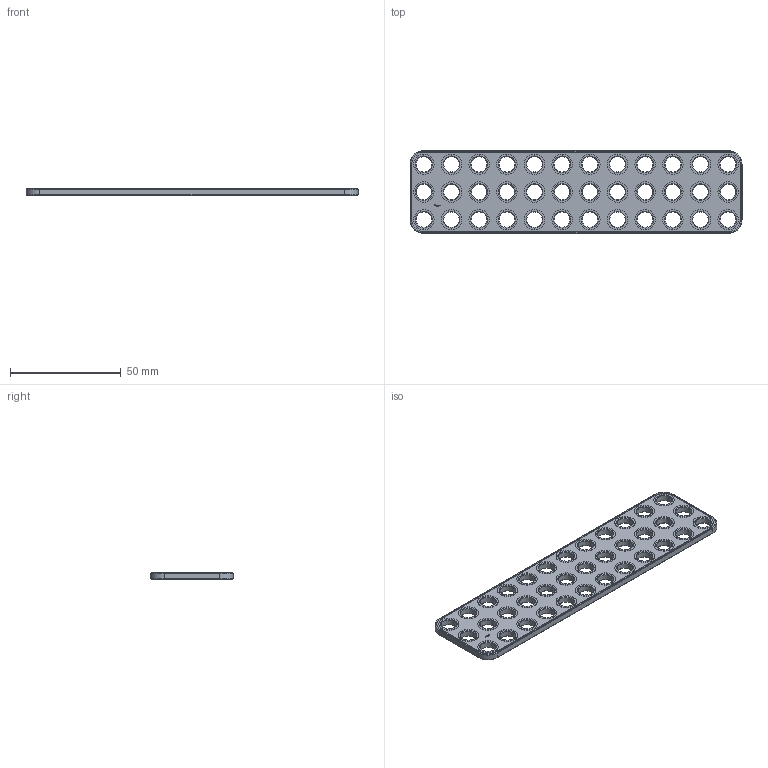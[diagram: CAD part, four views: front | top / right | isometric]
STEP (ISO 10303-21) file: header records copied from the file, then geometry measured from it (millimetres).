
FILE_DESCRIPTION(('FreeCAD Model'),'2;1');
FILE_NAME('Open CASCADE Shape Model','2024-10-08T18:26:11',(''),(''), 'Open CASCADE STEP processor 7.7','FreeCAD','Unknown');
FILE_SCHEMA(('AUTOMOTIVE_DESIGN { 1 0 10303 214 1 1 1 1 }'));
Length unit declared in the file: millimetre
Products named in the file (1): Plate RCT CRNR BU12x03x00.25 - SPN-PLT-0131 (stemfie.org)
Bounding box: 150 x 37.5 x 3.12 mm (x, y, z)
Volume: 12456 mm3; surface area: 11907.2 mm2
Topology: 1 solids, 1 shells, 661 faces, 1688 edges, 1096 vertices
Faces by surface type: plane 371, extrusion 130, cylinder 80, cone 80
Full cylindrical faces by diameter (mm): 7 x36, 9.2 x36
Entity records: 20373 total; most frequent: CARTESIAN_POINT 4495, ORIENTED_EDGE 3376, DIRECTION 2862, EDGE_CURVE 1688, VECTOR 1318, LINE 1188, VERTEX_POINT 1096, FACE_BOUND 800
